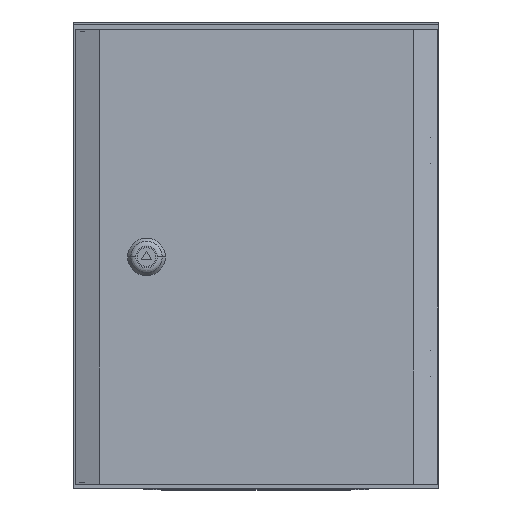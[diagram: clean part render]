
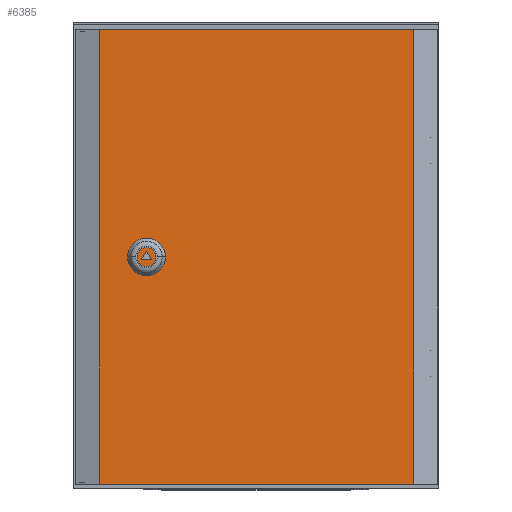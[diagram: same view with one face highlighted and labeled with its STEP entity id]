
A CAD part, top view. The second image highlights one B-rep face of the part: STEP entity #6385.
In plain terms, the highlighted planar face has unit normal (-0.002, 0, 1).
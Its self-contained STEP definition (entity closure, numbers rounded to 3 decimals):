
#77 = EDGE_LOOP ( 'NONE', ( #11732, #11713 ) ) ;
#474 = CIRCLE ( 'NONE', #11625, 1.5 ) ;
#600 = VERTEX_POINT ( 'NONE', #13806 ) ;
#1071 = EDGE_CURVE ( 'NONE', #18296, #6958, #5528, .T. ) ;
#1606 = FACE_BOUND ( 'NONE', #77, .T. ) ;
#1675 = ORIENTED_EDGE ( 'NONE', *, *, #3089, .F. ) ;
#1950 = CARTESIAN_POINT ( 'NONE',  ( 132.921, 192.5, 0. ) ) ;
#3089 = EDGE_CURVE ( 'NONE', #18296, #7022, #17588, .T. ) ;
#3692 = LINE ( 'NONE', #19547, #11563 ) ;
#4652 = LINE ( 'NONE', #13242, #16486 ) ;
#4671 = CARTESIAN_POINT ( 'NONE',  ( 132.921, -192.5, 0. ) ) ;
#4960 = DIRECTION ( 'NONE',  ( 0., -1., 0. ) ) ;
#5095 = VECTOR ( 'NONE', #18019, 1000. ) ;
#5375 = ORIENTED_EDGE ( 'NONE', *, *, #14774, .T. ) ;
#5528 = LINE ( 'NONE', #7846, #5095 ) ;
#5950 = FACE_OUTER_BOUND ( 'NONE', #11486, .T. ) ;
#6042 = VERTEX_POINT ( 'NONE', #18575 ) ;
#6237 = EDGE_CURVE ( 'NONE', #7022, #600, #4652, .T. ) ;
#6385 = ADVANCED_FACE ( 'NONE', ( #1606, #5950 ), #10236, .T. ) ;
#6426 = ORIENTED_EDGE ( 'NONE', *, *, #6237, .F. ) ;
#6958 = VERTEX_POINT ( 'NONE', #14468 ) ;
#7022 = VERTEX_POINT ( 'NONE', #4671 ) ;
#7846 = CARTESIAN_POINT ( 'NONE',  ( -132.921, 192.5, 0. ) ) ;
#7902 = CARTESIAN_POINT ( 'NONE',  ( -92., 0., 0. ) ) ;
#9945 = AXIS2_PLACEMENT_3D ( 'NONE', #10660, #10646, #10600 ) ;
#10129 = DIRECTION ( 'NONE',  ( 1., 0., 0. ) ) ;
#10132 = EDGE_CURVE ( 'NONE', #15183, #6042, #18995, .T. ) ;
#10171 = DIRECTION ( 'NONE',  ( 0., 0., 1. ) ) ;
#10187 = CARTESIAN_POINT ( 'NONE',  ( -132.921, 192.5, 0. ) ) ;
#10236 = PLANE ( 'NONE',  #15241 ) ;
#10291 = CARTESIAN_POINT ( 'NONE',  ( 132.921, 192.5, 0. ) ) ;
#10600 = DIRECTION ( 'NONE',  ( 1., 0., 0. ) ) ;
#10646 = DIRECTION ( 'NONE',  ( 0., 0., 1. ) ) ;
#10660 = CARTESIAN_POINT ( 'NONE',  ( -93.5, 0., 0. ) ) ;
#11486 = EDGE_LOOP ( 'NONE', ( #6426, #1675, #15946, #5375 ) ) ;
#11563 = VECTOR ( 'NONE', #19355, 1000. ) ;
#11625 = AXIS2_PLACEMENT_3D ( 'NONE', #16956, #16936, #16812 ) ;
#11713 = ORIENTED_EDGE ( 'NONE', *, *, #13424, .F. ) ;
#11732 = ORIENTED_EDGE ( 'NONE', *, *, #10132, .F. ) ;
#13112 = DIRECTION ( 'NONE',  ( -1., 0., 0. ) ) ;
#13242 = CARTESIAN_POINT ( 'NONE',  ( -132.921, -192.5, 0. ) ) ;
#13424 = EDGE_CURVE ( 'NONE', #6042, #15183, #474, .T. ) ;
#13806 = CARTESIAN_POINT ( 'NONE',  ( -132.921, -192.5, 0. ) ) ;
#14468 = CARTESIAN_POINT ( 'NONE',  ( -132.921, 192.5, 0. ) ) ;
#14774 = EDGE_CURVE ( 'NONE', #6958, #600, #3692, .T. ) ;
#15183 = VERTEX_POINT ( 'NONE', #7902 ) ;
#15241 = AXIS2_PLACEMENT_3D ( 'NONE', #10187, #10171, #10129 ) ;
#15946 = ORIENTED_EDGE ( 'NONE', *, *, #1071, .T. ) ;
#16486 = VECTOR ( 'NONE', #13112, 1000. ) ;
#16812 = DIRECTION ( 'NONE',  ( 1., 0., 0. ) ) ;
#16936 = DIRECTION ( 'NONE',  ( 0., 0., 1. ) ) ;
#16956 = CARTESIAN_POINT ( 'NONE',  ( -93.5, 0., 0. ) ) ;
#17588 = LINE ( 'NONE', #1950, #18871 ) ;
#18019 = DIRECTION ( 'NONE',  ( -1., 0., 0. ) ) ;
#18296 = VERTEX_POINT ( 'NONE', #10291 ) ;
#18575 = CARTESIAN_POINT ( 'NONE',  ( -95., 0., 0. ) ) ;
#18871 = VECTOR ( 'NONE', #4960, 1000. ) ;
#18995 = CIRCLE ( 'NONE', #9945, 1.5 ) ;
#19355 = DIRECTION ( 'NONE',  ( 0., -1., 0. ) ) ;
#19547 = CARTESIAN_POINT ( 'NONE',  ( -132.921, 192.5, 0. ) ) ;
